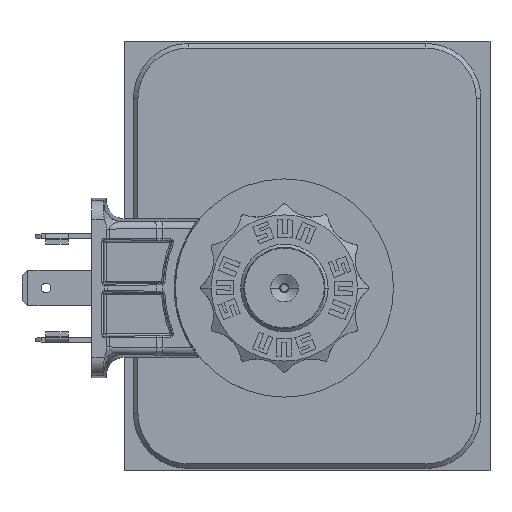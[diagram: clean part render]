
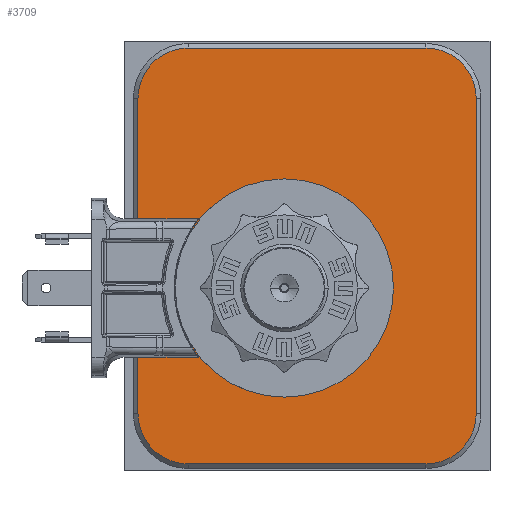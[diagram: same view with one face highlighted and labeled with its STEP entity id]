
A CAD part, front view. The second image highlights one B-rep face of the part: STEP entity #3709.
In plain terms, the highlighted planar face has unit normal (0, -1, 0).
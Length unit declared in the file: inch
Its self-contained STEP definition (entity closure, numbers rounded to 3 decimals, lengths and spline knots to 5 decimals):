
#453=CARTESIAN_POINT('',(2.062,-3.984,2.547));
#454=DIRECTION('',(0.,1.,0.));
#455=DIRECTION('',(0.,0.,1.));
#456=AXIS2_PLACEMENT_3D('',#453,#454,#455);
#467=CARTESIAN_POINT('',(1.094,-3.984,1.25));
#468=DIRECTION('',(0.,1.,0.));
#469=DIRECTION('',(0.,0.,-1.));
#470=AXIS2_PLACEMENT_3D('',#467,#468,#469);
#472=CARTESIAN_POINT('',(1.094,-3.984,1.25));
#473=DIRECTION('',(0.,1.,0.));
#474=DIRECTION('',(0.,0.,1.));
#475=AXIS2_PLACEMENT_3D('',#472,#473,#474);
#3036=DIRECTION('',(0.,0.,-1.));
#3037=VECTOR('',#3036,2.156);
#3038=CARTESIAN_POINT('',(2.406,-3.984,2.547));
#3039=LINE('',#3038,#3037);
#3056=CARTESIAN_POINT('',(2.062,-3.984,0.391));
#3057=DIRECTION('',(0.,1.,0.));
#3058=DIRECTION('',(1.,0.,0.));
#3059=AXIS2_PLACEMENT_3D('',#3056,#3057,#3058);
#3074=DIRECTION('',(-1.,0.,0.));
#3075=VECTOR('',#3074,1.625);
#3076=CARTESIAN_POINT('',(2.062,-3.984,0.047));
#3077=LINE('',#3076,#3075);
#3090=CARTESIAN_POINT('',(0.437,-3.984,0.391));
#3091=DIRECTION('',(0.,1.,0.));
#3092=DIRECTION('',(0.,0.,-1.));
#3093=AXIS2_PLACEMENT_3D('',#3090,#3091,#3092);
#3104=DIRECTION('',(0.,0.,1.));
#3105=VECTOR('',#3104,2.156);
#3106=CARTESIAN_POINT('',(0.093,-3.984,0.391));
#3107=LINE('',#3106,#3105);
#3124=CARTESIAN_POINT('',(0.437,-3.984,2.547));
#3125=DIRECTION('',(0.,1.,0.));
#3126=DIRECTION('',(-1.,0.,0.));
#3127=AXIS2_PLACEMENT_3D('',#3124,#3125,#3126);
#3138=DIRECTION('',(1.,0.,0.));
#3139=VECTOR('',#3138,1.625);
#3140=CARTESIAN_POINT('',(0.437,-3.984,2.891));
#3141=LINE('',#3140,#3139);
#3378=CARTESIAN_POINT('',(1.094,-3.984,0.71));
#3379=CARTESIAN_POINT('',(1.094,-3.984,1.79));
#3380=VERTEX_POINT('',#3378);
#3381=VERTEX_POINT('',#3379);
#3424=CARTESIAN_POINT('',(2.062,-3.984,0.047));
#3425=CARTESIAN_POINT('',(0.437,-3.984,0.047));
#3426=VERTEX_POINT('',#3424);
#3427=VERTEX_POINT('',#3425);
#3432=CARTESIAN_POINT('',(0.093,-3.984,0.391));
#3433=VERTEX_POINT('',#3432);
#3436=CARTESIAN_POINT('',(0.093,-3.984,2.547));
#3437=VERTEX_POINT('',#3436);
#3440=CARTESIAN_POINT('',(0.437,-3.984,2.891));
#3441=VERTEX_POINT('',#3440);
#3444=CARTESIAN_POINT('',(2.062,-3.984,2.891));
#3445=VERTEX_POINT('',#3444);
#3448=CARTESIAN_POINT('',(2.406,-3.984,2.547));
#3449=VERTEX_POINT('',#3448);
#3452=CARTESIAN_POINT('',(2.406,-3.984,0.391));
#3453=VERTEX_POINT('',#3452);
#3681=CARTESIAN_POINT('',(0.,-3.984,0.));
#3682=DIRECTION('',(0.,-1.,0.));
#3683=DIRECTION('',(1.,0.,0.));
#3684=AXIS2_PLACEMENT_3D('',#3681,#3682,#3683);
#3685=PLANE('',#3684);
#3686=ORIENTED_EDGE('',*,*,#3671,.T.);
#3688=ORIENTED_EDGE('',*,*,#3687,.T.);
#3690=ORIENTED_EDGE('',*,*,#3689,.T.);
#3692=ORIENTED_EDGE('',*,*,#3691,.T.);
#3694=ORIENTED_EDGE('',*,*,#3693,.T.);
#3696=ORIENTED_EDGE('',*,*,#3695,.T.);
#3698=ORIENTED_EDGE('',*,*,#3697,.T.);
#3700=ORIENTED_EDGE('',*,*,#3699,.T.);
#3701=EDGE_LOOP('',(#3686,#3688,#3690,#3692,#3694,#3696,#3698,#3700));
#3702=FACE_OUTER_BOUND('',#3701,.F.);
#3704=ORIENTED_EDGE('',*,*,#3703,.F.);
#3706=ORIENTED_EDGE('',*,*,#3705,.F.);
#3707=EDGE_LOOP('',(#3704,#3706));
#3708=FACE_BOUND('',#3707,.F.);
#3709=ADVANCED_FACE('',(#3702,#3708),#3685,.T.);
#457=CIRCLE('',#456,0.344);
#471=CIRCLE('',#470,0.54);
#476=CIRCLE('',#475,0.54);
#3060=CIRCLE('',#3059,0.344);
#3094=CIRCLE('',#3093,0.344);
#3128=CIRCLE('',#3127,0.344);
#3671=EDGE_CURVE('',#3445,#3449,#457,.T.);
#3687=EDGE_CURVE('',#3449,#3453,#3039,.T.);
#3689=EDGE_CURVE('',#3453,#3426,#3060,.T.);
#3691=EDGE_CURVE('',#3426,#3427,#3077,.T.);
#3693=EDGE_CURVE('',#3427,#3433,#3094,.T.);
#3695=EDGE_CURVE('',#3433,#3437,#3107,.T.);
#3697=EDGE_CURVE('',#3437,#3441,#3128,.T.);
#3699=EDGE_CURVE('',#3441,#3445,#3141,.T.);
#3703=EDGE_CURVE('',#3380,#3381,#471,.T.);
#3705=EDGE_CURVE('',#3381,#3380,#476,.T.);
